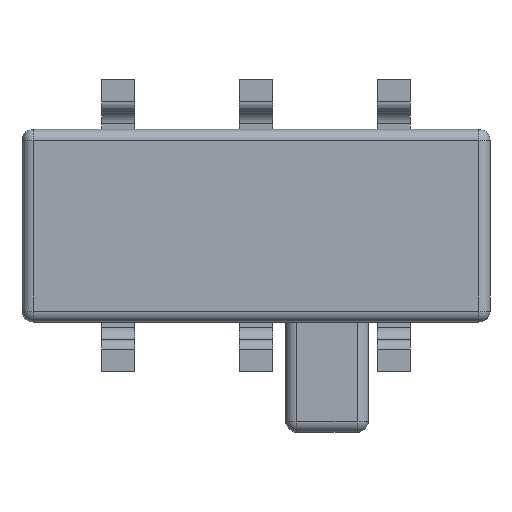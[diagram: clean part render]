
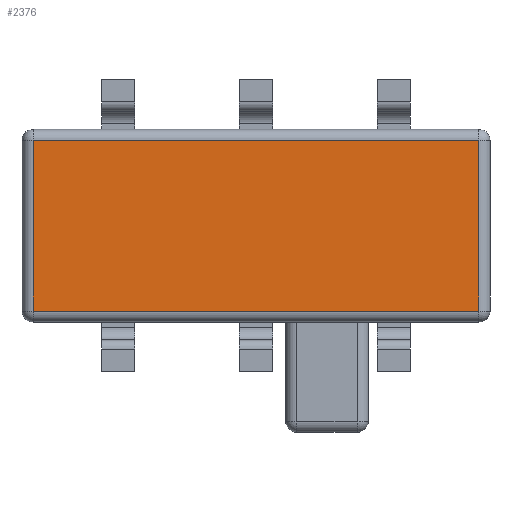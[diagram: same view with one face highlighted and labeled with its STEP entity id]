
A CAD part, front view. The second image highlights one B-rep face of the part: STEP entity #2376.
In plain terms, the highlighted planar face has unit normal (0, -1, 0).
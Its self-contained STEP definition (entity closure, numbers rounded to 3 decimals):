
#288=FACE_OUTER_BOUND($,#426,.T.);
#426=EDGE_LOOP($,(#1777,#1778,#1779,#1780));
#599=LINE($,#3533,#856);
#607=LINE($,#3599,#864);
#611=LINE($,#3613,#868);
#612=LINE($,#3616,#869);
#856=VECTOR($,#2820,3.1);
#864=VECTOR($,#2884,8.1);
#868=VECTOR($,#2902,3.1);
#869=VECTOR($,#2907,8.1);
#1096=VERTEX_POINT($,#3526);
#1099=VERTEX_POINT($,#3531);
#1109=VERTEX_POINT($,#3598);
#1112=VERTEX_POINT($,#3612);
#1327=EDGE_CURVE($,#1099,#1096,#599,.T.);
#1352=EDGE_CURVE($,#1096,#1109,#607,.T.);
#1359=EDGE_CURVE($,#1109,#1112,#611,.T.);
#1361=EDGE_CURVE($,#1112,#1099,#612,.T.);
#1777=ORIENTED_EDGE($,*,*,#1327,.F.);
#1778=ORIENTED_EDGE($,*,*,#1361,.F.);
#1779=ORIENTED_EDGE($,*,*,#1359,.F.);
#1780=ORIENTED_EDGE($,*,*,#1352,.F.);
#2275=PLANE($,#2539);
#2376=ADVANCED_FACE($,(#288),#2275,.F.);
#2539=AXIS2_PLACEMENT_3D($,#3615,#2905,#2906);
#2820=DIRECTION($,(0.,0.,-1.));
#2884=DIRECTION($,(-1.,0.,0.));
#2902=DIRECTION($,(0.,0.,1.));
#2905=DIRECTION('center_axis',(0.,1.,0.));
#2906=DIRECTION('ref_axis',(0.,0.,1.));
#2907=DIRECTION($,(1.,0.,0.));
#3526=CARTESIAN_POINT('',(3.027,0.,-1.485));
#3531=CARTESIAN_POINT('',(3.027,0.,1.615));
#3533=CARTESIAN_POINT($,(3.027,0.,0.94));
#3598=CARTESIAN_POINT('',(-5.073,0.,-1.485));
#3599=CARTESIAN_POINT($,(1.102,0.,-1.485));
#3612=CARTESIAN_POINT('',(-5.073,0.,1.615));
#3613=CARTESIAN_POINT($,(-5.073,0.,-0.81));
#3615=CARTESIAN_POINT('Origin',(-1.023,0.,0.065));
#3616=CARTESIAN_POINT($,(-3.148,0.,1.615));
